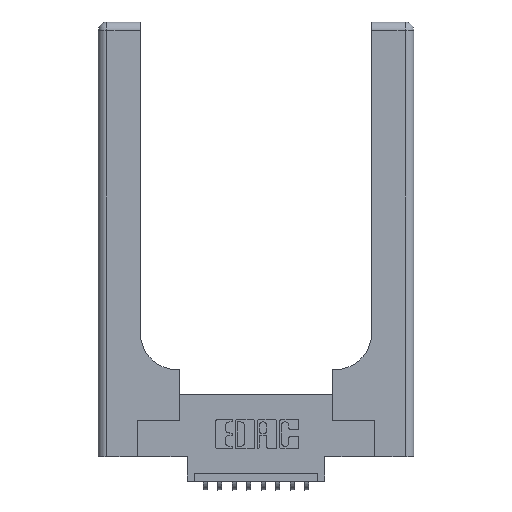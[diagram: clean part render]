
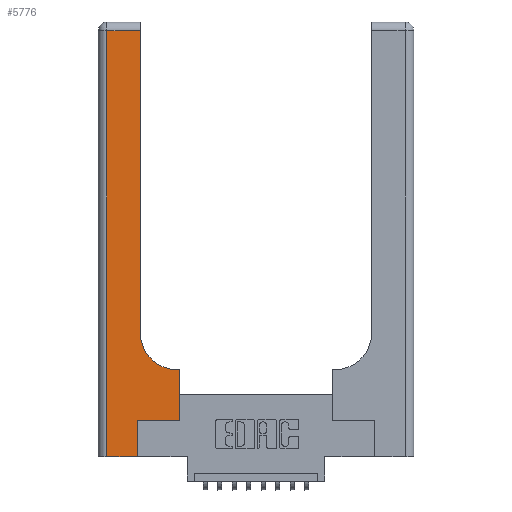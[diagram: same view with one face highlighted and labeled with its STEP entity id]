
A CAD part, top view. The second image highlights one B-rep face of the part: STEP entity #5776.
In plain terms, the highlighted planar face has unit normal (0, 0, 1).
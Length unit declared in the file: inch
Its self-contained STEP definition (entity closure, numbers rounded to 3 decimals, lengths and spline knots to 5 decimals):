
#318 = FACE_OUTER_BOUND ( 'NONE', #5643, .T. ) ;
#454 = EDGE_CURVE ( 'NONE', #11718, #13122, #5682, .T. ) ;
#475 = CARTESIAN_POINT ( 'NONE',  ( 0.5415, 0.6, 0.37 ) ) ;
#581 = DIRECTION ( 'NONE',  ( -1., 0., 0. ) ) ;
#644 = VERTEX_POINT ( 'NONE', #6597 ) ;
#945 = LINE ( 'NONE', #8488, #13728 ) ;
#993 = CIRCLE ( 'NONE', #1032, 0.25 ) ;
#1032 = AXIS2_PLACEMENT_3D ( 'NONE', #14941, #5128, #2814 ) ;
#1340 = CARTESIAN_POINT ( 'NONE',  ( 0., 0., 0.37 ) ) ;
#1657 = ORIENTED_EDGE ( 'NONE', *, *, #454, .T. ) ;
#1691 = VERTEX_POINT ( 'NONE', #3818 ) ;
#2205 = CARTESIAN_POINT ( 'NONE',  ( 0.269, 0., 0.37 ) ) ;
#2328 = EDGE_CURVE ( 'NONE', #9779, #7059, #9125, .T. ) ;
#2564 = DIRECTION ( 'NONE',  ( 0., 1., 0. ) ) ;
#2814 = DIRECTION ( 'NONE',  ( 1., 0., 0. ) ) ;
#2864 = VECTOR ( 'NONE', #7537, 39.37008 ) ;
#2913 = EDGE_CURVE ( 'NONE', #8810, #14989, #993, .T. ) ;
#2932 = DIRECTION ( 'NONE',  ( 0., 0., -1. ) ) ;
#3142 = VECTOR ( 'NONE', #8124, 39.37008 ) ;
#3572 = CARTESIAN_POINT ( 'NONE',  ( 0., 2.94, 0.37 ) ) ;
#3577 = VECTOR ( 'NONE', #3587, 39.37008 ) ;
#3587 = DIRECTION ( 'NONE',  ( -1., 0., 0. ) ) ;
#3818 = CARTESIAN_POINT ( 'NONE',  ( 0.269, 0.25, 0.37 ) ) ;
#4144 = CARTESIAN_POINT ( 'NONE',  ( 0.5585, 0.6, 0.37 ) ) ;
#4442 = EDGE_CURVE ( 'NONE', #14989, #11718, #945, .T. ) ;
#4804 = DIRECTION ( 'NONE',  ( -1., 0., 0. ) ) ;
#4820 = ORIENTED_EDGE ( 'NONE', *, *, #2328, .T. ) ;
#5030 = ORIENTED_EDGE ( 'NONE', *, *, #11530, .T. ) ;
#5087 = CARTESIAN_POINT ( 'NONE',  ( 0.5585, 0.25, 0.37 ) ) ;
#5128 = DIRECTION ( 'NONE',  ( 0., 0., -1. ) ) ;
#5281 = VECTOR ( 'NONE', #4804, 39.37008 ) ;
#5465 = LINE ( 'NONE', #9203, #3142 ) ;
#5643 = EDGE_LOOP ( 'NONE', ( #14337, #1657, #14266, #12513, #15430, #10728, #4820, #5030, #6341 ) ) ;
#5662 = VECTOR ( 'NONE', #7252, 39.37008 ) ;
#5682 = LINE ( 'NONE', #3572, #5281 ) ;
#5776 = ADVANCED_FACE ( 'NONE', ( #318 ), #14170, .F. ) ;
#6341 = ORIENTED_EDGE ( 'NONE', *, *, #2913, .T. ) ;
#6597 = CARTESIAN_POINT ( 'NONE',  ( 0.269, 0., 0.37 ) ) ;
#6689 = EDGE_CURVE ( 'NONE', #13122, #8842, #14400, .T. ) ;
#7014 = VECTOR ( 'NONE', #2564, 39.37008 ) ;
#7059 = VERTEX_POINT ( 'NONE', #4144 ) ;
#7061 = EDGE_CURVE ( 'NONE', #1691, #9779, #5465, .T. ) ;
#7252 = DIRECTION ( 'NONE',  ( 0., 1., 0. ) ) ;
#7293 = EDGE_CURVE ( 'NONE', #644, #1691, #14757, .T. ) ;
#7344 = CARTESIAN_POINT ( 'NONE',  ( 0.2915, 0.6, 0.37 ) ) ;
#7537 = DIRECTION ( 'NONE',  ( 1., 0., 0. ) ) ;
#8124 = DIRECTION ( 'NONE',  ( 1., 0., 0. ) ) ;
#8488 = CARTESIAN_POINT ( 'NONE',  ( 0.2915, 3., 0.37 ) ) ;
#8576 = VECTOR ( 'NONE', #10171, 39.37008 ) ;
#8810 = VERTEX_POINT ( 'NONE', #475 ) ;
#8842 = VERTEX_POINT ( 'NONE', #10234 ) ;
#8888 = CARTESIAN_POINT ( 'NONE',  ( 0.06, 3., 0.37 ) ) ;
#9125 = LINE ( 'NONE', #5087, #7014 ) ;
#9203 = CARTESIAN_POINT ( 'NONE',  ( 0.269, 0.25, 0.37 ) ) ;
#9450 = LINE ( 'NONE', #1340, #2864 ) ;
#9779 = VERTEX_POINT ( 'NONE', #11724 ) ;
#10047 = EDGE_CURVE ( 'NONE', #8842, #644, #9450, .T. ) ;
#10171 = DIRECTION ( 'NONE',  ( 0., -1., 0. ) ) ;
#10234 = CARTESIAN_POINT ( 'NONE',  ( 0.06, 0., 0.37 ) ) ;
#10341 = CARTESIAN_POINT ( 'NONE',  ( 0., 3., 0.37 ) ) ;
#10728 = ORIENTED_EDGE ( 'NONE', *, *, #7061, .T. ) ;
#10869 = CARTESIAN_POINT ( 'NONE',  ( 0.2915, 0.85, 0.37 ) ) ;
#10960 = DIRECTION ( 'NONE',  ( 0., 1., 0. ) ) ;
#11530 = EDGE_CURVE ( 'NONE', #7059, #8810, #15180, .T. ) ;
#11718 = VERTEX_POINT ( 'NONE', #15049 ) ;
#11724 = CARTESIAN_POINT ( 'NONE',  ( 0.5585, 0.25, 0.37 ) ) ;
#12513 = ORIENTED_EDGE ( 'NONE', *, *, #10047, .T. ) ;
#13122 = VERTEX_POINT ( 'NONE', #13700 ) ;
#13700 = CARTESIAN_POINT ( 'NONE',  ( 0.06, 2.94, 0.37 ) ) ;
#13728 = VECTOR ( 'NONE', #10960, 39.37008 ) ;
#14170 = PLANE ( 'NONE',  #14456 ) ;
#14266 = ORIENTED_EDGE ( 'NONE', *, *, #6689, .T. ) ;
#14337 = ORIENTED_EDGE ( 'NONE', *, *, #4442, .T. ) ;
#14400 = LINE ( 'NONE', #8888, #8576 ) ;
#14456 = AXIS2_PLACEMENT_3D ( 'NONE', #10341, #2932, #581 ) ;
#14757 = LINE ( 'NONE', #2205, #5662 ) ;
#14941 = CARTESIAN_POINT ( 'NONE',  ( 0.5415, 0.85, 0.37 ) ) ;
#14989 = VERTEX_POINT ( 'NONE', #10869 ) ;
#15049 = CARTESIAN_POINT ( 'NONE',  ( 0.2915, 2.94, 0.37 ) ) ;
#15180 = LINE ( 'NONE', #7344, #3577 ) ;
#15430 = ORIENTED_EDGE ( 'NONE', *, *, #7293, .T. ) ;
